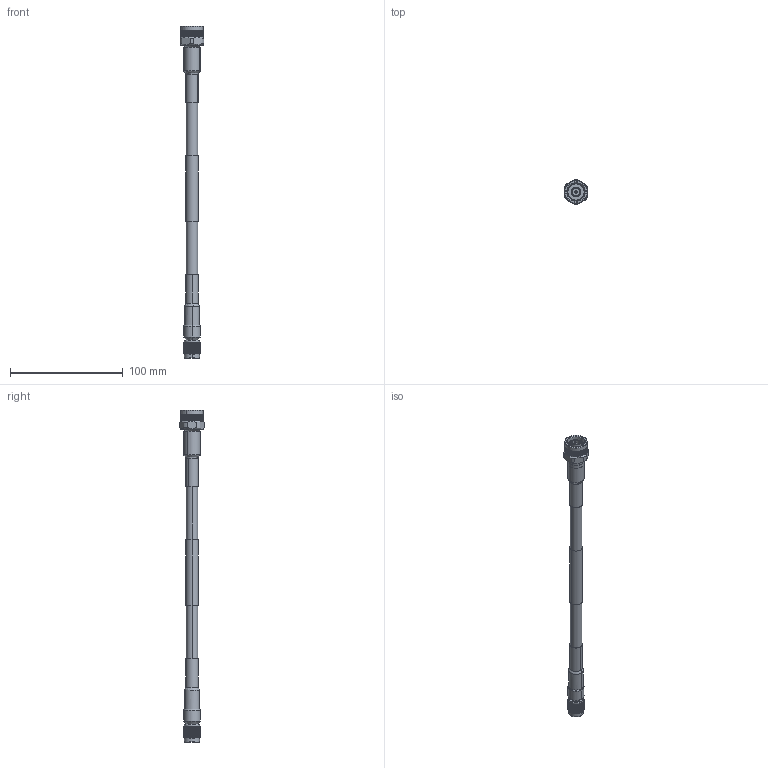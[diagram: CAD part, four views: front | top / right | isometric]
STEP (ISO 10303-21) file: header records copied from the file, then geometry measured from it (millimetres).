
FILE_DESCRIPTION (( 'STEP AP214' ), '1' );
FILE_NAME ('FMCA2380.step', '2021-04-29T22:20:41', ( '' ), ( '' ), 'SwSTEP 2.0', 'SolidWorks 2020', '' );
FILE_SCHEMA (( 'AUTOMOTIVE_DESIGN' ));
Length unit declared in the file: inch
Products named in the file (5): TC-400-NMH-X^FMCA2380_Heat Shrink; Center label^FMCA2380; LMR-400^FMCA2380_LMR-400; FMCA2380; FMCN1605^FMCA2380_HeatShrink
Assembly tree (4 placements, depth 2):
  FMCA2380
    LMR-400^FMCA2380_LMR-400
    TC-400-NMH-X^FMCA2380_Heat Shrink
    FMCN1605^FMCA2380_HeatShrink
    Center label^FMCA2380
Bounding box: 20.62 x 22.22 x 294.55 mm (x, y, z)
Volume: 39157.6 mm3; surface area: 19330.3 mm2
Topology: 6 solids, 9 shells, 4953 faces, 10647 edges, 5726 vertices
Faces by surface type: bspline 3694, cylinder 1074, plane 112, cone 69, torus 4
Entity records: 182906 total; most frequent: CARTESIAN_POINT 117153, ORIENTED_EDGE 21294, EDGE_CURVE 10647, VERTEX_POINT 5726, EDGE_LOOP 4971, ADVANCED_FACE 4953, FACE_OUTER_BOUND 4953, B_SPLINE_CURVE_WITH_KNOTS 4465
